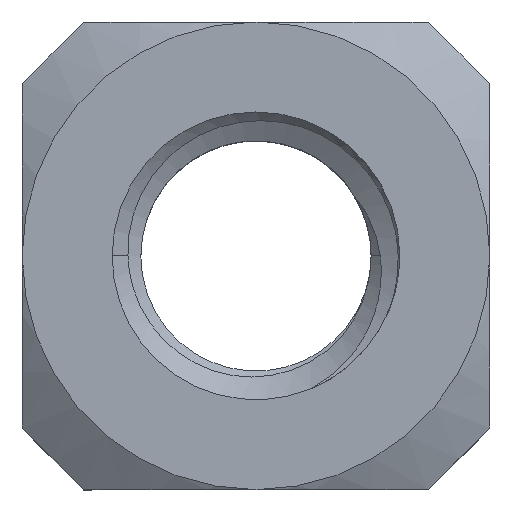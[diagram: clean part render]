
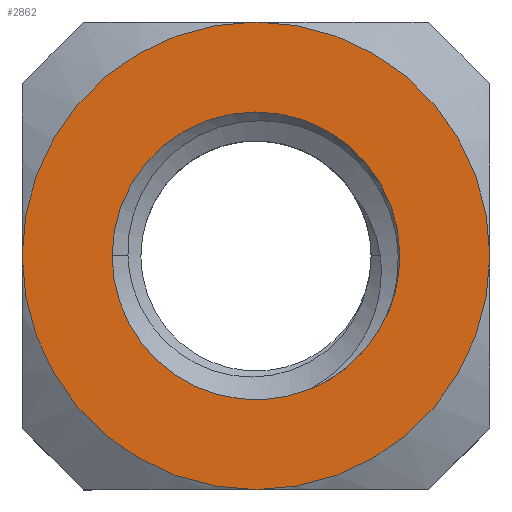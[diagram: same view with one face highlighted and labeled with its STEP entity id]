
A CAD part, top view. The second image highlights one B-rep face of the part: STEP entity #2862.
In plain terms, the highlighted planar face has unit normal (0, 0, 1).
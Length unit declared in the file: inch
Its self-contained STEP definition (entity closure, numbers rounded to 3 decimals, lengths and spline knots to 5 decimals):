
#9 = DIRECTION ( 'NONE',  ( 1., 0., 0. ) ) ;
#12 = DIRECTION ( 'NONE',  ( 1., 0., 0. ) ) ;
#24 = CARTESIAN_POINT ( 'NONE',  ( 0.23043, -0.09696, 0.375 ) ) ;
#33 = CARTESIAN_POINT ( 'NONE',  ( 0., 0., 0.375 ) ) ;
#51 = FACE_OUTER_BOUND ( 'NONE', #2011, .T. ) ;
#191 = VERTEX_POINT ( 'NONE', #666 ) ;
#224 = AXIS2_PLACEMENT_3D ( 'NONE', #2776, #1682, #582 ) ;
#262 = AXIS2_PLACEMENT_3D ( 'NONE', #1251, #1268, #332 ) ;
#272 = DIRECTION ( 'NONE',  ( 0., 0., 1. ) ) ;
#307 = CIRCLE ( 'NONE', #786, 0.25 ) ;
#332 = DIRECTION ( 'NONE',  ( 1., 0., 0. ) ) ;
#357 = DIRECTION ( 'NONE',  ( 0., 0., 1. ) ) ;
#359 = VERTEX_POINT ( 'NONE', #1944 ) ;
#361 = ORIENTED_EDGE ( 'NONE', *, *, #1943, .F. ) ;
#404 = ORIENTED_EDGE ( 'NONE', *, *, #1736, .T. ) ;
#406 = VERTEX_POINT ( 'NONE', #2392 ) ;
#439 = VERTEX_POINT ( 'NONE', #845 ) ;
#447 = AXIS2_PLACEMENT_3D ( 'NONE', #33, #272, #1424 ) ;
#450 = CIRCLE ( 'NONE', #262, 0.25 ) ;
#471 = ORIENTED_EDGE ( 'NONE', *, *, #534, .F. ) ;
#520 = DIRECTION ( 'NONE',  ( 0., 0., 1. ) ) ;
#534 = EDGE_CURVE ( 'NONE', #359, #2742, #1590, .T. ) ;
#557 = EDGE_CURVE ( 'NONE', #406, #2886, #1493, .T. ) ;
#582 = DIRECTION ( 'NONE',  ( 1., 0., 0. ) ) ;
#588 = AXIS2_PLACEMENT_3D ( 'NONE', #1186, #2472, #12 ) ;
#642 = VERTEX_POINT ( 'NONE', #1011 ) ;
#666 = CARTESIAN_POINT ( 'NONE',  ( -0.25, 0., 0.375 ) ) ;
#682 = AXIS2_PLACEMENT_3D ( 'NONE', #2046, #1575, #9 ) ;
#780 = ORIENTED_EDGE ( 'NONE', *, *, #557, .T. ) ;
#786 = AXIS2_PLACEMENT_3D ( 'NONE', #2133, #520, #2328 ) ;
#789 = VERTEX_POINT ( 'NONE', #1709 ) ;
#845 = CARTESIAN_POINT ( 'NONE',  ( 0.25, 0., 0.375 ) ) ;
#937 = DIRECTION ( 'NONE',  ( 1., 0., 0. ) ) ;
#941 = EDGE_CURVE ( 'NONE', #789, #642, #2395, .T. ) ;
#979 = EDGE_CURVE ( 'NONE', #2886, #789, #1357, .T. ) ;
#1011 = CARTESIAN_POINT ( 'NONE',  ( 0., 0.40625, 0.375 ) ) ;
#1087 = ORIENTED_EDGE ( 'NONE', *, *, #979, .T. ) ;
#1186 = CARTESIAN_POINT ( 'NONE',  ( 0., 0., 0.375 ) ) ;
#1251 = CARTESIAN_POINT ( 'NONE',  ( 0., 0., 0.375 ) ) ;
#1268 = DIRECTION ( 'NONE',  ( 0., 0., 1. ) ) ;
#1296 = EDGE_LOOP ( 'NONE', ( #2771, #471, #2360, #361 ) ) ;
#1310 = EDGE_CURVE ( 'NONE', #191, #359, #450, .T. ) ;
#1357 = CIRCLE ( 'NONE', #447, 0.40625 ) ;
#1405 = CARTESIAN_POINT ( 'NONE',  ( -0.40625, -0.40625, 0.375 ) ) ;
#1424 = DIRECTION ( 'NONE',  ( 1., 0., 0. ) ) ;
#1430 = DIRECTION ( 'NONE',  ( 1., 0., 0. ) ) ;
#1493 = CIRCLE ( 'NONE', #682, 0.40625 ) ;
#1547 = CIRCLE ( 'NONE', #2498, 0.40625 ) ;
#1575 = DIRECTION ( 'NONE',  ( 0., 0., 1. ) ) ;
#1590 = CIRCLE ( 'NONE', #588, 0.25 ) ;
#1682 = DIRECTION ( 'NONE',  ( 0., 0., 1. ) ) ;
#1709 = CARTESIAN_POINT ( 'NONE',  ( 0.40625, 0., 0.375 ) ) ;
#1736 = EDGE_CURVE ( 'NONE', #642, #406, #1547, .T. ) ;
#1932 = DIRECTION ( 'NONE',  ( 1., 0., 0. ) ) ;
#1943 = EDGE_CURVE ( 'NONE', #439, #191, #307, .T. ) ;
#1944 = CARTESIAN_POINT ( 'NONE',  ( 0.09375, -0.23176, 0.375 ) ) ;
#2011 = EDGE_LOOP ( 'NONE', ( #1087, #2385, #404, #780 ) ) ;
#2046 = CARTESIAN_POINT ( 'NONE',  ( 0., 0., 0.375 ) ) ;
#2069 = CARTESIAN_POINT ( 'NONE',  ( 0., 0., 0.375 ) ) ;
#2073 = CARTESIAN_POINT ( 'NONE',  ( 0., -0.40625, 0.375 ) ) ;
#2083 = EDGE_CURVE ( 'NONE', #2742, #439, #2724, .T. ) ;
#2129 = FACE_BOUND ( 'NONE', #1296, .T. ) ;
#2133 = CARTESIAN_POINT ( 'NONE',  ( 0., 0., 0.375 ) ) ;
#2165 = AXIS2_PLACEMENT_3D ( 'NONE', #1405, #2803, #1430 ) ;
#2319 = DIRECTION ( 'NONE',  ( 0., 0., 1. ) ) ;
#2328 = DIRECTION ( 'NONE',  ( 1., 0., 0. ) ) ;
#2359 = PLANE ( 'NONE',  #2165 ) ;
#2360 = ORIENTED_EDGE ( 'NONE', *, *, #1310, .F. ) ;
#2385 = ORIENTED_EDGE ( 'NONE', *, *, #941, .T. ) ;
#2392 = CARTESIAN_POINT ( 'NONE',  ( -0.40625, 0., 0.375 ) ) ;
#2395 = CIRCLE ( 'NONE', #2758, 0.40625 ) ;
#2472 = DIRECTION ( 'NONE',  ( 0., 0., 1. ) ) ;
#2498 = AXIS2_PLACEMENT_3D ( 'NONE', #2643, #357, #1932 ) ;
#2643 = CARTESIAN_POINT ( 'NONE',  ( 0., 0., 0.375 ) ) ;
#2724 = CIRCLE ( 'NONE', #224, 0.25 ) ;
#2742 = VERTEX_POINT ( 'NONE', #24 ) ;
#2758 = AXIS2_PLACEMENT_3D ( 'NONE', #2069, #2319, #937 ) ;
#2771 = ORIENTED_EDGE ( 'NONE', *, *, #2083, .F. ) ;
#2776 = CARTESIAN_POINT ( 'NONE',  ( 0., 0., 0.375 ) ) ;
#2803 = DIRECTION ( 'NONE',  ( 0., 0., 1. ) ) ;
#2862 = ADVANCED_FACE ( 'NONE', ( #2129, #51 ), #2359, .T. ) ;
#2886 = VERTEX_POINT ( 'NONE', #2073 ) ;
